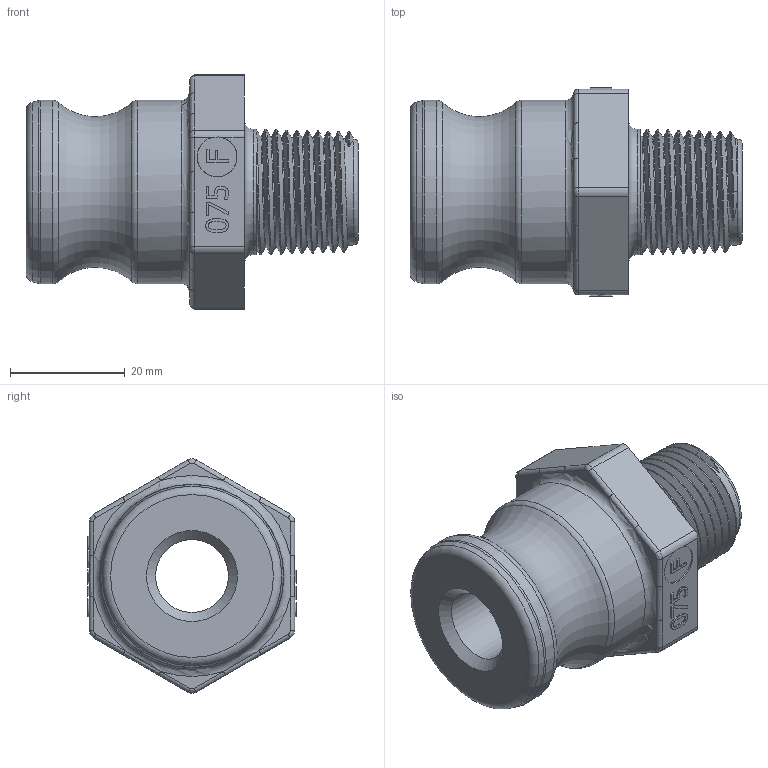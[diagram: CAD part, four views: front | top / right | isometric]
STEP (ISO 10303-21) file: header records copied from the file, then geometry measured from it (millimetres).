
FILE_DESCRIPTION(/* description */ ('3/4" Adapter x 1/2" NPT Male'),/* implementation_level */ '2;1');
FILE_NAME(/* name */ '050F.stp',/* time_stamp */ '2014-01-30T13:19:26-05:00',/* author */ ('DTruax'),/* organization */ (''),/* preprocessor_version */ 'ST-DEVELOPER v15.2',/* originating_system */ 'Autodesk Inventor 2014',/* authorisation */ '');
FILE_SCHEMA (('AUTOMOTIVE_DESIGN { 1 0 10303 214 3 1 1 }'));
Length unit declared in the file: inch
Products named in the file (1): 050F
Bounding box: 57.91 x 36.35 x 40.91 mm (x, y, z)
Volume: 30053.4 mm3; surface area: 10043.8 mm2
Topology: 1 solids, 1 shells, 213 faces, 553 edges, 359 vertices
Faces by surface type: plane 93, bspline 73, cylinder 25, cone 14, torus 8
Full cylindrical faces by diameter (mm): 6.951 x1, 12.7 x1, 21.844 x1, 32.004 x2
Entity records: 8798 total; most frequent: CARTESIAN_POINT 4370, ORIENTED_EDGE 1002, DIRECTION 694, EDGE_CURVE 501, VERTEX_POINT 331, LINE 292, VECTOR 292, EDGE_LOOP 236
